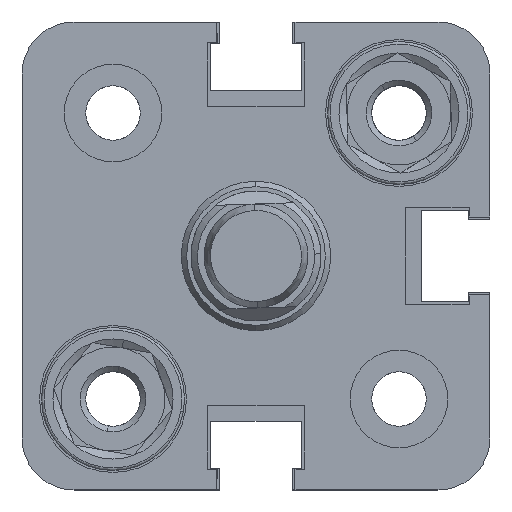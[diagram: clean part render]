
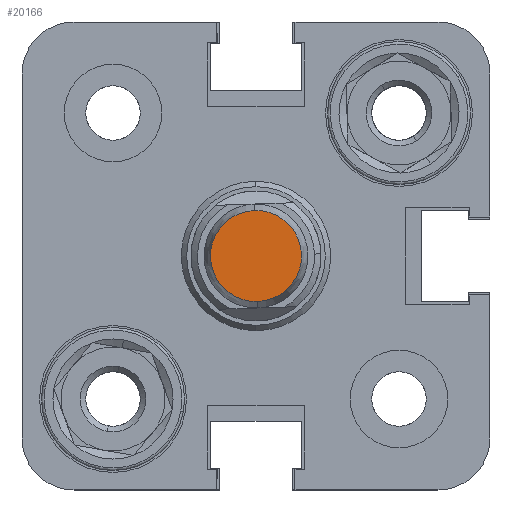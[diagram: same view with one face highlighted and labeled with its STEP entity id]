
A CAD part, left-side view. The second image highlights one B-rep face of the part: STEP entity #20166.
In plain terms, the highlighted face is planar.
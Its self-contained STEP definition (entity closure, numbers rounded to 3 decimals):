
#1600 = EDGE_CURVE ( 'NONE', #24998, #3843, #18942, .T. ) ;
#3843 = VERTEX_POINT ( 'NONE', #11858 ) ;
#6227 = ORIENTED_EDGE ( 'NONE', *, *, #7203, .T. ) ;
#6228 = DIRECTION ( 'NONE',  ( 0., 0., 1. ) ) ;
#7203 = EDGE_CURVE ( 'NONE', #3843, #24998, #11233, .T. ) ;
#8434 = CARTESIAN_POINT ( 'NONE',  ( 16., 0., 0. ) ) ;
#10196 = CARTESIAN_POINT ( 'NONE',  ( 16., 0., 3.5 ) ) ;
#10590 = FACE_OUTER_BOUND ( 'NONE', #21134, .T. ) ;
#11233 = CIRCLE ( 'NONE', #15705, 3.5 ) ;
#11858 = CARTESIAN_POINT ( 'NONE',  ( 16., 0., -3.5 ) ) ;
#12242 = DIRECTION ( 'NONE',  ( 1., 0., 0. ) ) ;
#12974 = DIRECTION ( 'NONE',  ( 0., 0., 1. ) ) ;
#15397 = ORIENTED_EDGE ( 'NONE', *, *, #1600, .T. ) ;
#15705 = AXIS2_PLACEMENT_3D ( 'NONE', #18546, #12242, #6228 ) ;
#16887 = CARTESIAN_POINT ( 'NONE',  ( 16., 0., 0. ) ) ;
#17109 = DIRECTION ( 'NONE',  ( 1., 0., 0. ) ) ;
#17630 = AXIS2_PLACEMENT_3D ( 'NONE', #16887, #21774, #12974 ) ;
#18546 = CARTESIAN_POINT ( 'NONE',  ( 16., 0., 0. ) ) ;
#18942 = CIRCLE ( 'NONE', #20710, 3.5 ) ;
#20166 = ADVANCED_FACE ( 'NONE', ( #10590 ), #27655, .F. ) ;
#20710 = AXIS2_PLACEMENT_3D ( 'NONE', #8434, #17109, #21442 ) ;
#21134 = EDGE_LOOP ( 'NONE', ( #15397, #6227 ) ) ;
#21442 = DIRECTION ( 'NONE',  ( 0., 0., 1. ) ) ;
#21774 = DIRECTION ( 'NONE',  ( -1., 0., 0. ) ) ;
#24998 = VERTEX_POINT ( 'NONE', #10196 ) ;
#27655 = PLANE ( 'NONE',  #17630 ) ;
